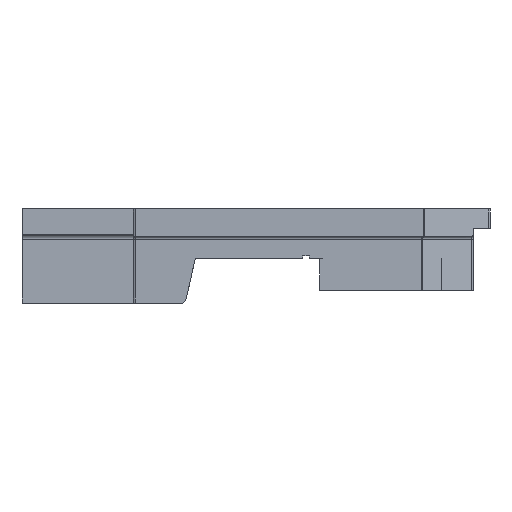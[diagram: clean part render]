
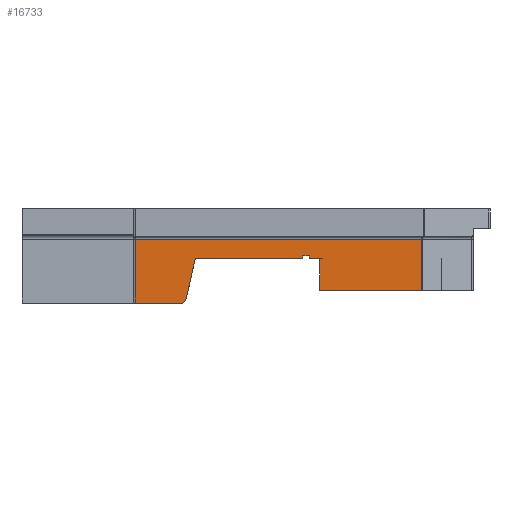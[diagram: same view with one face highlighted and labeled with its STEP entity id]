
A CAD part, left-side view. The second image highlights one B-rep face of the part: STEP entity #16733.
In plain terms, the highlighted planar face has unit normal (-1, 0, 0).
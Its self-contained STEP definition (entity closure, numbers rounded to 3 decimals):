
#1709=FACE_OUTER_BOUND('',#2625,.T.);
#2625=EDGE_LOOP('',(#11136,#11137,#11138,#11139,#11140,#11141,#11142,#11143,
#11144,#11145,#11146,#11147,#11148));
#3658=LINE('',#21546,#5183);
#3662=LINE('',#21554,#5187);
#3667=LINE('',#21563,#5192);
#3671=LINE('',#21572,#5196);
#3681=LINE('',#21592,#5206);
#3683=LINE('',#21597,#5208);
#3687=LINE('',#21605,#5212);
#3688=LINE('',#21607,#5213);
#3689=LINE('',#21609,#5214);
#3690=LINE('',#21611,#5215);
#3691=LINE('',#21612,#5216);
#3692=LINE('',#21613,#5217);
#3693=LINE('',#21614,#5218);
#5183=VECTOR('',#18461,10.);
#5187=VECTOR('',#18467,10.);
#5192=VECTOR('',#18474,10.);
#5196=VECTOR('',#18480,10.);
#5206=VECTOR('',#18494,10.);
#5208=VECTOR('',#18498,10.);
#5212=VECTOR('',#18504,10.);
#5213=VECTOR('',#18505,23.019);
#5214=VECTOR('',#18506,106.944);
#5215=VECTOR('',#18507,10.);
#5216=VECTOR('',#18508,106.944);
#5217=VECTOR('',#18509,10.);
#5218=VECTOR('',#18510,10.);
#6703=VERTEX_POINT('',#21542);
#6705=VERTEX_POINT('',#21545);
#6708=VERTEX_POINT('',#21553);
#6711=VERTEX_POINT('',#21561);
#6713=VERTEX_POINT('',#21566);
#6715=VERTEX_POINT('',#21570);
#6723=VERTEX_POINT('',#21591);
#6724=VERTEX_POINT('',#21595);
#6725=VERTEX_POINT('',#21596);
#6728=VERTEX_POINT('',#21604);
#6729=VERTEX_POINT('',#21606);
#6730=VERTEX_POINT('',#21608);
#6731=VERTEX_POINT('',#21610);
#8481=EDGE_CURVE('',#6705,#6703,#3658,.T.);
#8485=EDGE_CURVE('',#6708,#6705,#3662,.T.);
#8490=EDGE_CURVE('',#6703,#6711,#3667,.T.);
#8494=EDGE_CURVE('',#6713,#6715,#3671,.T.);
#8504=EDGE_CURVE('',#6713,#6723,#3681,.T.);
#8506=EDGE_CURVE('',#6724,#6725,#3683,.T.);
#8510=EDGE_CURVE('',#6711,#6728,#3687,.T.);
#8511=EDGE_CURVE('',#6728,#6729,#3688,.F.);
#8512=EDGE_CURVE('',#6729,#6730,#3689,.F.);
#8513=EDGE_CURVE('',#6730,#6731,#3690,.T.);
#8514=EDGE_CURVE('',#6725,#6731,#3691,.T.);
#8515=EDGE_CURVE('',#6724,#6723,#3692,.T.);
#8516=EDGE_CURVE('',#6715,#6708,#3693,.T.);
#11136=ORIENTED_EDGE('',*,*,#8490,.T.);
#11137=ORIENTED_EDGE('',*,*,#8510,.T.);
#11138=ORIENTED_EDGE('',*,*,#8511,.T.);
#11139=ORIENTED_EDGE('',*,*,#8512,.T.);
#11140=ORIENTED_EDGE('',*,*,#8513,.T.);
#11141=ORIENTED_EDGE('',*,*,#8514,.F.);
#11142=ORIENTED_EDGE('',*,*,#8506,.F.);
#11143=ORIENTED_EDGE('',*,*,#8515,.T.);
#11144=ORIENTED_EDGE('',*,*,#8504,.F.);
#11145=ORIENTED_EDGE('',*,*,#8494,.T.);
#11146=ORIENTED_EDGE('',*,*,#8516,.T.);
#11147=ORIENTED_EDGE('',*,*,#8485,.T.);
#11148=ORIENTED_EDGE('',*,*,#8481,.T.);
#16307=PLANE('',#17663);
#16733=ADVANCED_FACE('',(#1709),#16307,.F.);
#17663=AXIS2_PLACEMENT_3D('',#21603,#18502,#18503);
#18461=DIRECTION('',(0.,-1.,0.));
#18467=DIRECTION('',(0.,0.,-1.));
#18474=DIRECTION('',(0.,0.,-1.));
#18480=DIRECTION('',(0.,0.,1.));
#18494=DIRECTION('',(0.,1.,0.));
#18498=DIRECTION('',(0.,0.783,-0.623));
#18502=DIRECTION('center_axis',(1.,0.,0.));
#18503=DIRECTION('ref_axis',(0.,0.,
1.));
#18504=DIRECTION('',(0.,-1.,0.));
#18505=DIRECTION('',(0.,0.,-1.));
#18506=DIRECTION('',(0.,-1.,0.));
#18507=DIRECTION('',(0.,0.,-1.));
#18508=DIRECTION('',(0.,1.,0.));
#18509=DIRECTION('',(0.,-0.225,0.974));
#18510=DIRECTION('',(0.,-1.,0.));
#21542=CARTESIAN_POINT('',(-90.487,-69.693,15.71));
#21545=CARTESIAN_POINT('',(-90.487,-65.877,15.71));
#21546=CARTESIAN_POINT('',(-90.487,-65.877,15.71));
#21553=CARTESIAN_POINT('',(-90.487,-65.877,16.71));
#21554=CARTESIAN_POINT('',(-90.487,-65.877,16.46));
#21561=CARTESIAN_POINT('',(-90.487,-69.693,3.857));
#21563=CARTESIAN_POINT('',(-90.487,-69.693,13.795));
#21566=CARTESIAN_POINT('',(-90.487,-63.377,15.71));
#21570=CARTESIAN_POINT('',(-90.487,-63.377,16.71));
#21572=CARTESIAN_POINT('',(-90.487,-63.377,19.761));
#21591=CARTESIAN_POINT('',(-90.487,-23.239,15.71));
#21592=CARTESIAN_POINT('',(-90.487,-13.638,15.71));
#21595=CARTESIAN_POINT('',(-90.487,-19.63,0.077));
#21596=CARTESIAN_POINT('',(-90.487,-18.405,-0.897));
#21597=CARTESIAN_POINT('',(-90.487,-19.094,-0.349));
#21603=CARTESIAN_POINT('Origin',(-90.487,0.,
23.812));
#21604=CARTESIAN_POINT('',(-90.487,-107.737,3.857));
#21605=CARTESIAN_POINT('',(-90.487,-41.493,3.857));
#21606=CARTESIAN_POINT('',(-90.487,-107.737,23.019));
#21607=CARTESIAN_POINT('',(-90.487,-107.737,23.019));
#21608=CARTESIAN_POINT('',(-90.487,-0.794,23.019));
#21609=CARTESIAN_POINT('',(-90.487,-0.794,23.019));
#21610=CARTESIAN_POINT('',(-90.487,-0.794,-0.897));
#21611=CARTESIAN_POINT('',(-90.487,-0.794,0.));
#21612=CARTESIAN_POINT('',(-90.487,-0.794,-0.897));
#21613=CARTESIAN_POINT('',(-90.487,-14.696,-21.293));
#21614=CARTESIAN_POINT('',(-90.487,-32.939,16.71));
